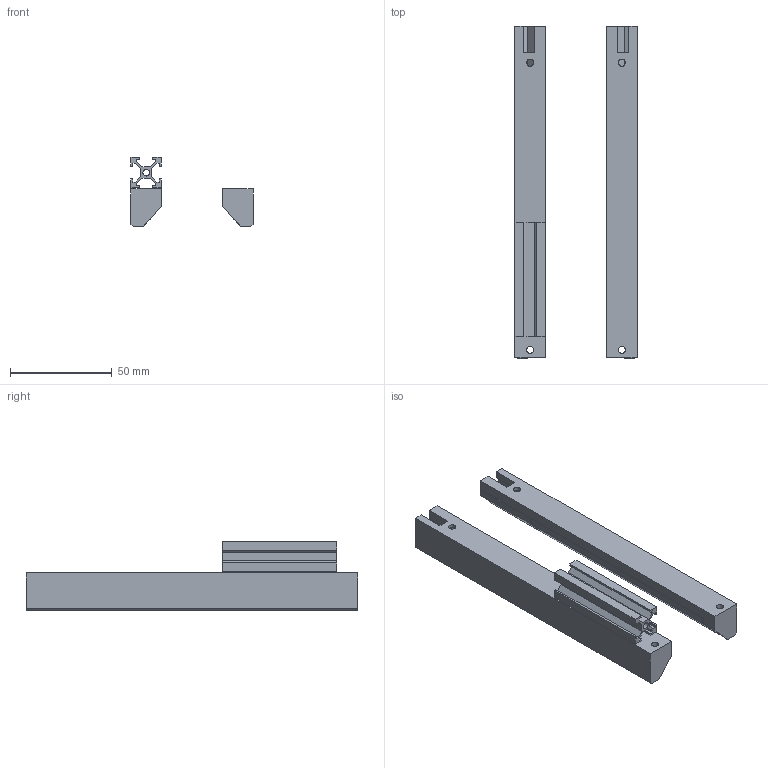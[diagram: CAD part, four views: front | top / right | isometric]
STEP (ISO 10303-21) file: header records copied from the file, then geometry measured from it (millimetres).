
FILE_DESCRIPTION(('HOOPS Exchange Step'),'2;1');
FILE_NAME('temp_export','2022-07-11T12:15:12+08:00',('mobile'),('Shapr3D Limited'),'HOOPS Exchange 2022.0','Shapr3D','Authorized');
FILE_SCHEMA( ('AP203_CONFIGURATION_CONTROLLED_3D_DESIGN_OF_MECHANICAL_PARTS_AND_ASSEMBLIES_MIM_LF') );
Length unit declared in the file: millimetre
Products named in the file (1): root
Bounding box: 60 x 163 x 34 mm (x, y, z)
Volume: 53800.7 mm3; surface area: 45497.3 mm2
Topology: 7 solids, 7 shells, 369 faces, 920 edges, 565 vertices
Faces by surface type: plane 228, cylinder 111, sphere 30
Full cylindrical faces by diameter (mm): 2.8 x8, 3.3 x1, 3.5 x4, 4.3 x20, 6 x4
Entity records: 10718 total; most frequent: DIRECTION 1877, CARTESIAN_POINT 1827, ORIENTED_EDGE 1784, EDGE_CURVE 892, VECTOR 647, LINE 647, AXIS2_PLACEMENT_3D 615, VERTEX_POINT 565
